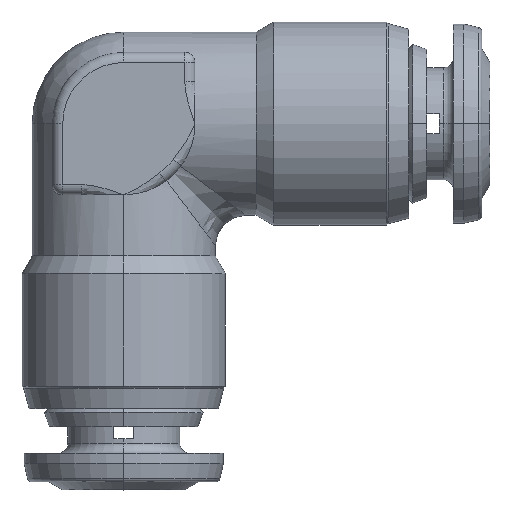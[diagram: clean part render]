
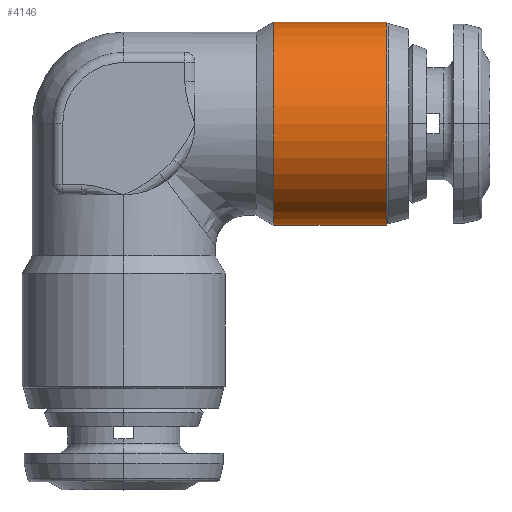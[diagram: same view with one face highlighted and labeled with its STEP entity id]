
A CAD part, top view. The second image highlights one B-rep face of the part: STEP entity #4146.
In plain terms, the highlighted cylindrical face has radius 5 mm (diameter 10 mm), a partial arc.
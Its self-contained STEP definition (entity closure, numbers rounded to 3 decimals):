
#1696 = AXIS2_PLACEMENT_3D ( 'NONE', #6319, #6320, #6321 ) ;
#1705 = AXIS2_PLACEMENT_3D ( 'NONE', #6356, #6357, #6358 ) ;
#2357 = EDGE_CURVE ( 'NONE', #2492, #2488, #4722, .T. ) ;
#2371 = EDGE_CURVE ( 'NONE', #2513, #2568, #4742, .T. ) ;
#2372 = EDGE_CURVE ( 'NONE', #2568, #2488, #4740, .T. ) ;
#2373 = EDGE_CURVE ( 'NONE', #2513, #2492, #4744, .T. ) ;
#2488 = VERTEX_POINT ( 'NONE', #5604 ) ;
#2492 = VERTEX_POINT ( 'NONE', #5608 ) ;
#2513 = VERTEX_POINT ( 'NONE', #5627 ) ;
#2568 = VERTEX_POINT ( 'NONE', #5655 ) ;
#3118 = ORIENTED_EDGE ( 'NONE', *, *, #2371, .T. ) ;
#3119 = ORIENTED_EDGE ( 'NONE', *, *, #2372, .T. ) ;
#3120 = ORIENTED_EDGE ( 'NONE', *, *, #2357, .F. ) ;
#3121 = ORIENTED_EDGE ( 'NONE', *, *, #2373, .F. ) ;
#4146 = ADVANCED_FACE ( 'NONE', ( #4331 ), #5987, .T. ) ;
#4331 = FACE_OUTER_BOUND ( 'NONE', #4500, .T. ) ;
#4448 = AXIS2_PLACEMENT_3D ( 'NONE', #5142, #5143, #5151 ) ;
#4500 = EDGE_LOOP ( 'NONE', ( #3118, #3119, #3120, #3121 ) ) ;
#4722 = CIRCLE ( 'NONE', #1696, 5. ) ;
#4740 = LINE ( 'NONE', #6355, #4745 ) ;
#4742 = CIRCLE ( 'NONE', #1705, 5. ) ;
#4744 = LINE ( 'NONE', #6359, #4747 ) ;
#4745 = VECTOR ( 'NONE', #6351, 1000. ) ;
#4747 = VECTOR ( 'NONE', #6360, 1000. ) ;
#5142 = CARTESIAN_POINT ( 'NONE',  ( 15.7, 15.7, 0. ) ) ;
#5143 = DIRECTION ( 'NONE',  ( 1., 0., 0. ) ) ;
#5151 = DIRECTION ( 'NONE',  ( 0., 1., 0. ) ) ;
#5604 = CARTESIAN_POINT ( 'NONE',  ( 12.918, 10.7, 0. ) ) ;
#5608 = CARTESIAN_POINT ( 'NONE',  ( 12.918, 20.7, 0. ) ) ;
#5627 = CARTESIAN_POINT ( 'NONE',  ( 7.366, 20.7, 0. ) ) ;
#5655 = CARTESIAN_POINT ( 'NONE',  ( 7.366, 10.7, 0. ) ) ;
#5987 = CYLINDRICAL_SURFACE ( 'NONE', #4448, 5. ) ;
#6319 = CARTESIAN_POINT ( 'NONE',  ( 12.918, 15.7, 0. ) ) ;
#6320 = DIRECTION ( 'NONE',  ( 1., 0., 0. ) ) ;
#6321 = DIRECTION ( 'NONE',  ( 0., -1., 0. ) ) ;
#6351 = DIRECTION ( 'NONE',  ( 1., 0., 0. ) ) ;
#6355 = CARTESIAN_POINT ( 'NONE',  ( 15.7, 10.7, 0. ) ) ;
#6356 = CARTESIAN_POINT ( 'NONE',  ( 7.366, 15.7, 0. ) ) ;
#6357 = DIRECTION ( 'NONE',  ( 1., 0., 0. ) ) ;
#6358 = DIRECTION ( 'NONE',  ( 0., 1., 0. ) ) ;
#6359 = CARTESIAN_POINT ( 'NONE',  ( 15.7, 20.7, 0. ) ) ;
#6360 = DIRECTION ( 'NONE',  ( 1., 0., 0. ) ) ;
